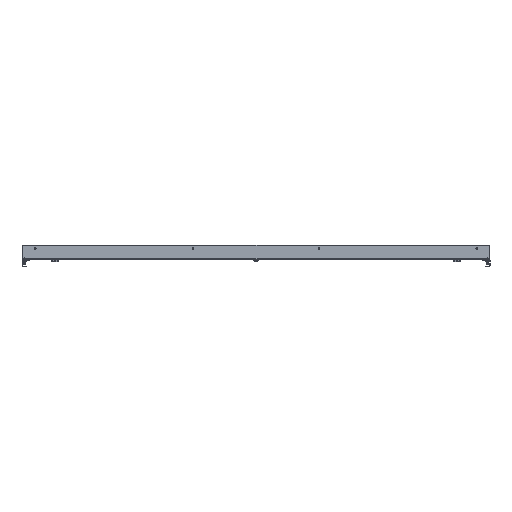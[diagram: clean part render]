
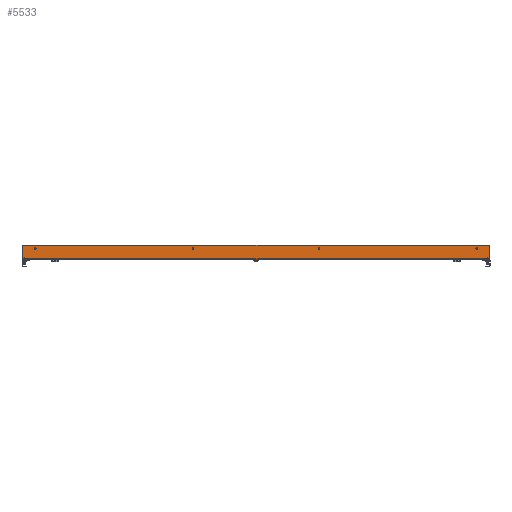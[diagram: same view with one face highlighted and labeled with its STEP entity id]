
A CAD part, left-side view. The second image highlights one B-rep face of the part: STEP entity #5533.
In plain terms, the highlighted face is planar.
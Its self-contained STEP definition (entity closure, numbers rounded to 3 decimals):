
#204 = AXIS2_PLACEMENT_3D ( 'NONE', #51198, #60225, #41514 ) ;
#1172 = CARTESIAN_POINT ( 'NONE',  ( 20., -740., -3. ) ) ;
#2768 = FACE_BOUND ( 'NONE', #4428, .T. ) ;
#3378 = FACE_BOUND ( 'NONE', #40642, .T. ) ;
#3895 = CARTESIAN_POINT ( 'NONE',  ( 20., 700., -32.15 ) ) ;
#4428 = EDGE_LOOP ( 'NONE', ( #40393, #33372 ) ) ;
#5062 = VERTEX_POINT ( 'NONE', #45930 ) ;
#5162 = EDGE_LOOP ( 'NONE', ( #39575, #33183 ) ) ;
#5533 = ADVANCED_FACE ( 'NONE', ( #3378, #55803, #45539, #2768, #13100 ), #21836, .T. ) ;
#6331 = DIRECTION ( 'NONE',  ( 0., 0., 1. ) ) ;
#6876 = VERTEX_POINT ( 'NONE', #60678 ) ;
#7885 = DIRECTION ( 'NONE',  ( 0., 0., 1. ) ) ;
#7966 = DIRECTION ( 'NONE',  ( 0., 0., -1. ) ) ;
#8027 = ORIENTED_EDGE ( 'NONE', *, *, #23899, .F. ) ;
#8357 = DIRECTION ( 'NONE',  ( 0., 0., -1. ) ) ;
#8650 = DIRECTION ( 'NONE',  ( 0., 0., 1. ) ) ;
#8678 = CARTESIAN_POINT ( 'NONE',  ( 20., 700., -35. ) ) ;
#8803 = DIRECTION ( 'NONE',  ( 1., 0., 0. ) ) ;
#10661 = ORIENTED_EDGE ( 'NONE', *, *, #39364, .F. ) ;
#11975 = EDGE_CURVE ( 'NONE', #15240, #60728, #58112, .T. ) ;
#12008 = VECTOR ( 'NONE', #19062, 1000. ) ;
#13075 = AXIS2_PLACEMENT_3D ( 'NONE', #32674, #23630, #8357 ) ;
#13100 = FACE_OUTER_BOUND ( 'NONE', #51591, .T. ) ;
#14689 = CARTESIAN_POINT ( 'NONE',  ( 20., -740., -45. ) ) ;
#15240 = VERTEX_POINT ( 'NONE', #27677 ) ;
#15256 = ORIENTED_EDGE ( 'NONE', *, *, #47114, .F. ) ;
#15419 = DIRECTION ( 'NONE',  ( 0., 0., -1. ) ) ;
#16229 = DIRECTION ( 'NONE',  ( 0., 0., -1. ) ) ;
#16354 = CARTESIAN_POINT ( 'NONE',  ( 20., -700., -35. ) ) ;
#16750 = ORIENTED_EDGE ( 'NONE', *, *, #59939, .F. ) ;
#16819 = ORIENTED_EDGE ( 'NONE', *, *, #45007, .F. ) ;
#17099 = CARTESIAN_POINT ( 'NONE',  ( 20., -740., -1.5 ) ) ;
#17150 = DIRECTION ( 'NONE',  ( 1., 0., 0. ) ) ;
#17319 = VERTEX_POINT ( 'NONE', #43676 ) ;
#18302 = VERTEX_POINT ( 'NONE', #56517 ) ;
#18480 = CARTESIAN_POINT ( 'NONE',  ( 20., 0., -3. ) ) ;
#19062 = DIRECTION ( 'NONE',  ( 0., -1., 0. ) ) ;
#19397 = EDGE_CURVE ( 'NONE', #5062, #35773, #32824, .T. ) ;
#19592 = CIRCLE ( 'NONE', #35550, 2.85 ) ;
#19669 = LINE ( 'NONE', #14689, #12008 ) ;
#19905 = EDGE_CURVE ( 'NONE', #53321, #59210, #60846, .T. ) ;
#21836 = PLANE ( 'NONE',  #53037 ) ;
#23381 = DIRECTION ( 'NONE',  ( 1., 0., 0. ) ) ;
#23533 = ORIENTED_EDGE ( 'NONE', *, *, #45365, .F. ) ;
#23630 = DIRECTION ( 'NONE',  ( 1., 0., 0. ) ) ;
#23899 = EDGE_CURVE ( 'NONE', #31644, #18302, #39012, .T. ) ;
#24096 = AXIS2_PLACEMENT_3D ( 'NONE', #8678, #31161, #26500 ) ;
#26500 = DIRECTION ( 'NONE',  ( 0., 0., -1. ) ) ;
#27677 = CARTESIAN_POINT ( 'NONE',  ( 20., -200., -37.85 ) ) ;
#31161 = DIRECTION ( 'NONE',  ( 1., 0., 0. ) ) ;
#31234 = AXIS2_PLACEMENT_3D ( 'NONE', #53149, #52829, #52235 ) ;
#31644 = VERTEX_POINT ( 'NONE', #3895 ) ;
#32674 = CARTESIAN_POINT ( 'NONE',  ( 20., 200., -35. ) ) ;
#32824 = LINE ( 'NONE', #18480, #45962 ) ;
#33091 = CIRCLE ( 'NONE', #38010, 2.85 ) ;
#33183 = ORIENTED_EDGE ( 'NONE', *, *, #36631, .F. ) ;
#33372 = ORIENTED_EDGE ( 'NONE', *, *, #56288, .F. ) ;
#35539 = CARTESIAN_POINT ( 'NONE',  ( 20., -700., -37.85 ) ) ;
#35550 = AXIS2_PLACEMENT_3D ( 'NONE', #59546, #17150, #16229 ) ;
#35773 = VERTEX_POINT ( 'NONE', #1172 ) ;
#35824 = CARTESIAN_POINT ( 'NONE',  ( 20., -700., -32.15 ) ) ;
#36212 = EDGE_CURVE ( 'NONE', #17319, #43850, #36981, .T. ) ;
#36374 = CARTESIAN_POINT ( 'NONE',  ( 20., 700., -35. ) ) ;
#36631 = EDGE_CURVE ( 'NONE', #60728, #15240, #41991, .T. ) ;
#36981 = CIRCLE ( 'NONE', #13075, 2.85 ) ;
#37546 = ORIENTED_EDGE ( 'NONE', *, *, #36212, .F. ) ;
#38010 = AXIS2_PLACEMENT_3D ( 'NONE', #36374, #50685, #7966 ) ;
#38474 = CARTESIAN_POINT ( 'NONE',  ( 20., 740., -45. ) ) ;
#38558 = CARTESIAN_POINT ( 'NONE',  ( 20., -200., -32.15 ) ) ;
#39012 = CIRCLE ( 'NONE', #24096, 2.85 ) ;
#39364 = EDGE_CURVE ( 'NONE', #5062, #44645, #47828, .T. ) ;
#39575 = ORIENTED_EDGE ( 'NONE', *, *, #11975, .F. ) ;
#40393 = ORIENTED_EDGE ( 'NONE', *, *, #19905, .F. ) ;
#40642 = EDGE_LOOP ( 'NONE', ( #16750, #8027 ) ) ;
#41514 = DIRECTION ( 'NONE',  ( 0., 0., 1. ) ) ;
#41991 = CIRCLE ( 'NONE', #49947, 2.85 ) ;
#43676 = CARTESIAN_POINT ( 'NONE',  ( 20., 200., -32.15 ) ) ;
#43850 = VERTEX_POINT ( 'NONE', #44556 ) ;
#44556 = CARTESIAN_POINT ( 'NONE',  ( 20., 200., -37.85 ) ) ;
#44645 = VERTEX_POINT ( 'NONE', #53651 ) ;
#45007 = EDGE_CURVE ( 'NONE', #6876, #35773, #51077, .T. ) ;
#45036 = DIRECTION ( 'NONE',  ( 1., 0., 0. ) ) ;
#45365 = EDGE_CURVE ( 'NONE', #44645, #6876, #19669, .T. ) ;
#45539 = FACE_BOUND ( 'NONE', #5162, .T. ) ;
#45930 = CARTESIAN_POINT ( 'NONE',  ( 20., 740., -3. ) ) ;
#45962 = VECTOR ( 'NONE', #57640, 1000. ) ;
#46053 = CIRCLE ( 'NONE', #204, 2.85 ) ;
#47114 = EDGE_CURVE ( 'NONE', #43850, #17319, #19592, .T. ) ;
#47828 = LINE ( 'NONE', #38474, #58276 ) ;
#48911 = AXIS2_PLACEMENT_3D ( 'NONE', #16354, #45036, #6331 ) ;
#49947 = AXIS2_PLACEMENT_3D ( 'NONE', #61194, #8803, #7885 ) ;
#50318 = EDGE_LOOP ( 'NONE', ( #15256, #37546 ) ) ;
#50685 = DIRECTION ( 'NONE',  ( 1., 0., 0. ) ) ;
#51077 = LINE ( 'NONE', #17099, #52105 ) ;
#51138 = CARTESIAN_POINT ( 'NONE',  ( 20., 0., 0. ) ) ;
#51198 = CARTESIAN_POINT ( 'NONE',  ( 20., -700., -35. ) ) ;
#51591 = EDGE_LOOP ( 'NONE', ( #10661, #51975, #16819, #23533 ) ) ;
#51975 = ORIENTED_EDGE ( 'NONE', *, *, #19397, .T. ) ;
#52105 = VECTOR ( 'NONE', #8650, 1000. ) ;
#52235 = DIRECTION ( 'NONE',  ( 0., 0., 1. ) ) ;
#52829 = DIRECTION ( 'NONE',  ( 1., 0., 0. ) ) ;
#53037 = AXIS2_PLACEMENT_3D ( 'NONE', #51138, #23381, #61694 ) ;
#53149 = CARTESIAN_POINT ( 'NONE',  ( 20., -200., -35. ) ) ;
#53321 = VERTEX_POINT ( 'NONE', #35539 ) ;
#53651 = CARTESIAN_POINT ( 'NONE',  ( 20., 740., -45. ) ) ;
#55803 = FACE_BOUND ( 'NONE', #50318, .T. ) ;
#56288 = EDGE_CURVE ( 'NONE', #59210, #53321, #46053, .T. ) ;
#56517 = CARTESIAN_POINT ( 'NONE',  ( 20., 700., -37.85 ) ) ;
#57640 = DIRECTION ( 'NONE',  ( 0., -1., 0. ) ) ;
#58112 = CIRCLE ( 'NONE', #31234, 2.85 ) ;
#58276 = VECTOR ( 'NONE', #15419, 1000. ) ;
#59210 = VERTEX_POINT ( 'NONE', #35824 ) ;
#59546 = CARTESIAN_POINT ( 'NONE',  ( 20., 200., -35. ) ) ;
#59939 = EDGE_CURVE ( 'NONE', #18302, #31644, #33091, .T. ) ;
#60225 = DIRECTION ( 'NONE',  ( 1., 0., 0. ) ) ;
#60678 = CARTESIAN_POINT ( 'NONE',  ( 20., -740., -45. ) ) ;
#60728 = VERTEX_POINT ( 'NONE', #38558 ) ;
#60846 = CIRCLE ( 'NONE', #48911, 2.85 ) ;
#61194 = CARTESIAN_POINT ( 'NONE',  ( 20., -200., -35. ) ) ;
#61694 = DIRECTION ( 'NONE',  ( 0., 0., -1. ) ) ;
